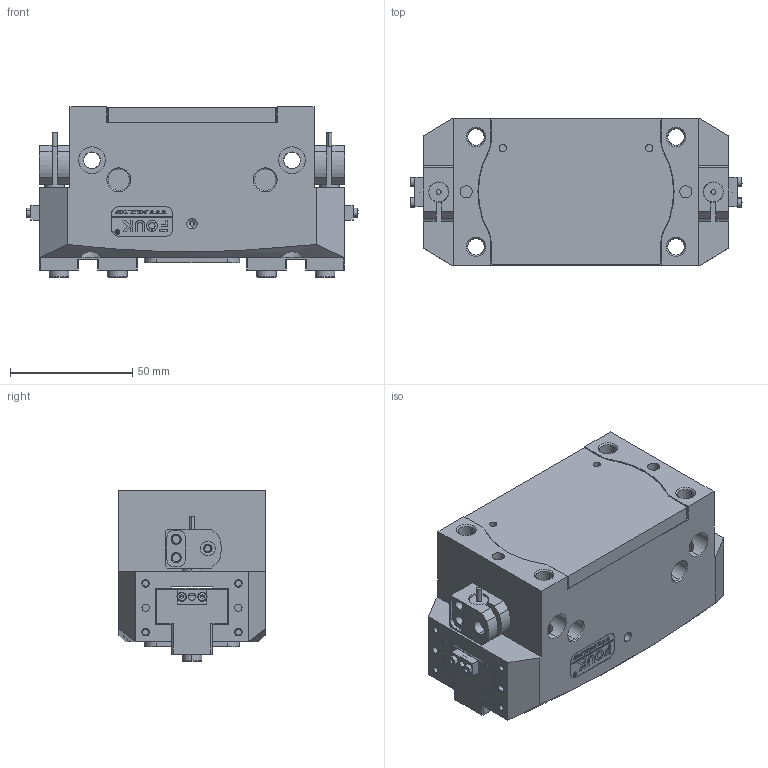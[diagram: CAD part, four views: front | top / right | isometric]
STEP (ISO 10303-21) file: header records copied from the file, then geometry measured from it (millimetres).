
FILE_DESCRIPTION (( 'STEP AP203' ), '1' );
FILE_NAME ('TR57-125.STEP', '2024-11-19T02:52:40', ( 'USER-' ), ( 'Microsoft' ), 'SwSTEP 2.0', 'SolidWorks 2018', '' );
FILE_SCHEMA (( 'CONFIG_CONTROL_DESIGN' ));
Length unit declared in the file: millimetre
Products named in the file (16): TR57 -125 菁裔啣.sldasm-Part-15; 揤輸杅耀.sldasm-Part-9; TR57 -125杅耀.sldasm-Part-11; 25x12-R3; 揤輸蚾饜极; TR57 -125杅耀.sldasm-Part-15; 埴翐芛_GB_FASTENER_SCREWS_HSHCS M2X8-N; TR57 -125杅耀.sldasm-Part-17; TR57 -125杅耀.sldasm-Part-8; TR57-125; TR57 -125杅耀.sldasm-Part-9; TR57 -125杅耀.sldasm-Part-4; TR57 -125杅耀.sldasm-Part-16; TR57 -125杅耀.sldasm-Part-3; TR57 -125杅耀.sldasm-Part-10; TR57 -125杅耀.sldasm-Part-1
Assembly tree (19 placements, depth 3):
  TR57-125
    TR57 -125杅耀.sldasm-Part-1
    TR57 -125杅耀.sldasm-Part-3
    TR57 -125杅耀.sldasm-Part-4
    TR57 -125杅耀.sldasm-Part-8  x2
    TR57 -125杅耀.sldasm-Part-9
    TR57 -125杅耀.sldasm-Part-10
    TR57 -125杅耀.sldasm-Part-11
    TR57 -125杅耀.sldasm-Part-15
    TR57 -125杅耀.sldasm-Part-16
    TR57 -125杅耀.sldasm-Part-17  x2
    TR57 -125 菁裔啣.sldasm-Part-15
    25x12-R3
    揤輸蚾饜极  x2
      揤輸杅耀.sldasm-Part-9
      埴翐芛_GB_FASTENER_SCREWS_HSHCS M2X8-N
Bounding box: 136.05 x 60 x 70 mm (x, y, z)
Volume: 397619.6 mm3; surface area: 94110.7 mm2
Topology: 20 solids, 33 shells, 1248 faces, 3139 edges, 2001 vertices
Faces by surface type: plane 608, cylinder 323, bspline 155, cone 154, torus 8
Entity records: 39323 total; most frequent: CARTESIAN_POINT 12356, ORIENTED_EDGE 5366, DIRECTION 4883, EDGE_CURVE 2683, VERTEX_POINT 1740, LINE 1629, VECTOR 1629, AXIS2_PLACEMENT_3D 1627
